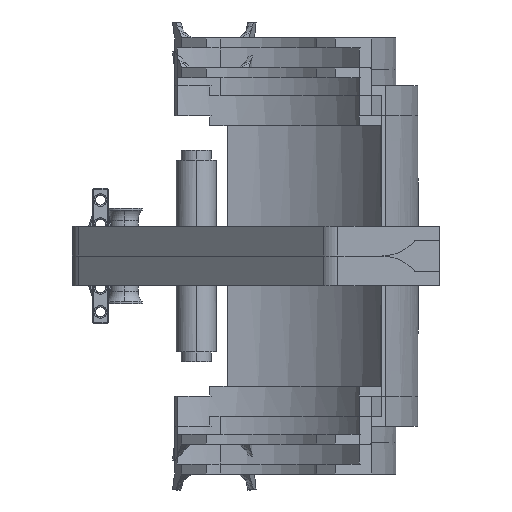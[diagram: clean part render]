
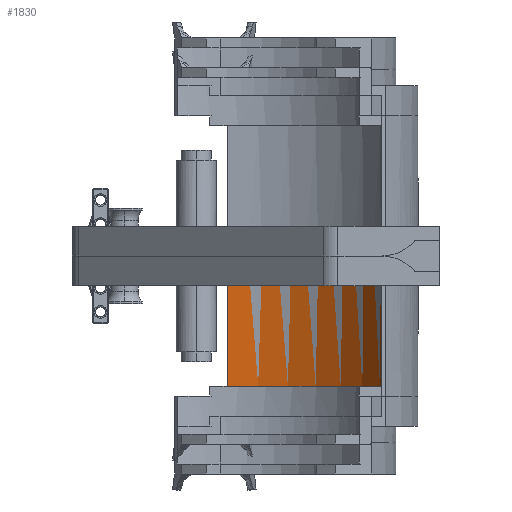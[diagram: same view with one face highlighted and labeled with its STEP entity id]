
A CAD part, left-side view. The second image highlights one B-rep face of the part: STEP entity #1830.
In plain terms, the highlighted cylindrical face has radius 46 mm (diameter 92 mm), a partial arc.
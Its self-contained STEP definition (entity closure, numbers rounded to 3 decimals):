
#1830 = ADVANCED_FACE ( 'NONE', ( #22473 ), #3653, .F. ) ;
#1870 = VERTEX_POINT ( 'NONE', #4856 ) ;
#2168 = VERTEX_POINT ( 'NONE', #13083 ) ;
#2340 = EDGE_CURVE ( 'NONE', #1870, #12741, #15350, .T. ) ;
#2842 = CARTESIAN_POINT ( 'NONE',  ( 31.221, -4.872, -40.05 ) ) ;
#2946 = CARTESIAN_POINT ( 'NONE',  ( 53.183, 35.547, -7.5 ) ) ;
#3653 = CYLINDRICAL_SURFACE ( 'NONE', #16947, 46. ) ;
#3915 = LINE ( 'NONE', #28948, #37946 ) ;
#4856 = CARTESIAN_POINT ( 'NONE',  ( 99.146, 33.712, -7.5 ) ) ;
#5060 = ORIENTED_EDGE ( 'NONE', *, *, #33328, .F. ) ;
#5943 = ORIENTED_EDGE ( 'NONE', *, *, #2340, .F. ) ;
#8672 = CIRCLE ( 'NONE', #28502, 46. ) ;
#9124 = DIRECTION ( 'NONE',  ( 1., 0., 0. ) ) ;
#9411 = CARTESIAN_POINT ( 'NONE',  ( 31.221, -4.872, -7.5 ) ) ;
#10016 = AXIS2_PLACEMENT_3D ( 'NONE', #2946, #18448, #9124 ) ;
#10783 = CARTESIAN_POINT ( 'NONE',  ( 31.221, -4.872, -7.5 ) ) ;
#11046 = VERTEX_POINT ( 'NONE', #2842 ) ;
#12741 = VERTEX_POINT ( 'NONE', #9411 ) ;
#13083 = CARTESIAN_POINT ( 'NONE',  ( 99.146, 33.712, -40.05 ) ) ;
#13591 = DIRECTION ( 'NONE',  ( 0., 0., 1. ) ) ;
#14619 = DIRECTION ( 'NONE',  ( 0., 0., 1. ) ) ;
#15350 = CIRCLE ( 'NONE', #10016, 46. ) ;
#15862 = DIRECTION ( 'NONE',  ( 0., 0., -1. ) ) ;
#16260 = CARTESIAN_POINT ( 'NONE',  ( 53.183, 35.547, 35.05 ) ) ;
#16947 = AXIS2_PLACEMENT_3D ( 'NONE', #16260, #15862, #22278 ) ;
#17645 = LINE ( 'NONE', #10783, #27924 ) ;
#18448 = DIRECTION ( 'NONE',  ( 0., 0., -1. ) ) ;
#19571 = ORIENTED_EDGE ( 'NONE', *, *, #36233, .F. ) ;
#20851 = CARTESIAN_POINT ( 'NONE',  ( 53.183, 35.547, -40.05 ) ) ;
#22278 = DIRECTION ( 'NONE',  ( 1., 0., 0. ) ) ;
#22473 = FACE_OUTER_BOUND ( 'NONE', #32015, .T. ) ;
#27239 = DIRECTION ( 'NONE',  ( 1., 0., 0. ) ) ;
#27924 = VECTOR ( 'NONE', #32876, 1000. ) ;
#28502 = AXIS2_PLACEMENT_3D ( 'NONE', #20851, #14619, #27239 ) ;
#28948 = CARTESIAN_POINT ( 'NONE',  ( 99.146, 33.712, -40.05 ) ) ;
#29487 = ORIENTED_EDGE ( 'NONE', *, *, #33736, .F. ) ;
#32015 = EDGE_LOOP ( 'NONE', ( #5943, #19571, #5060, #29487 ) ) ;
#32876 = DIRECTION ( 'NONE',  ( 0., 0., -1. ) ) ;
#33328 = EDGE_CURVE ( 'NONE', #11046, #2168, #8672, .T. ) ;
#33736 = EDGE_CURVE ( 'NONE', #12741, #11046, #17645, .T. ) ;
#36233 = EDGE_CURVE ( 'NONE', #2168, #1870, #3915, .T. ) ;
#37946 = VECTOR ( 'NONE', #13591, 1000. ) ;
